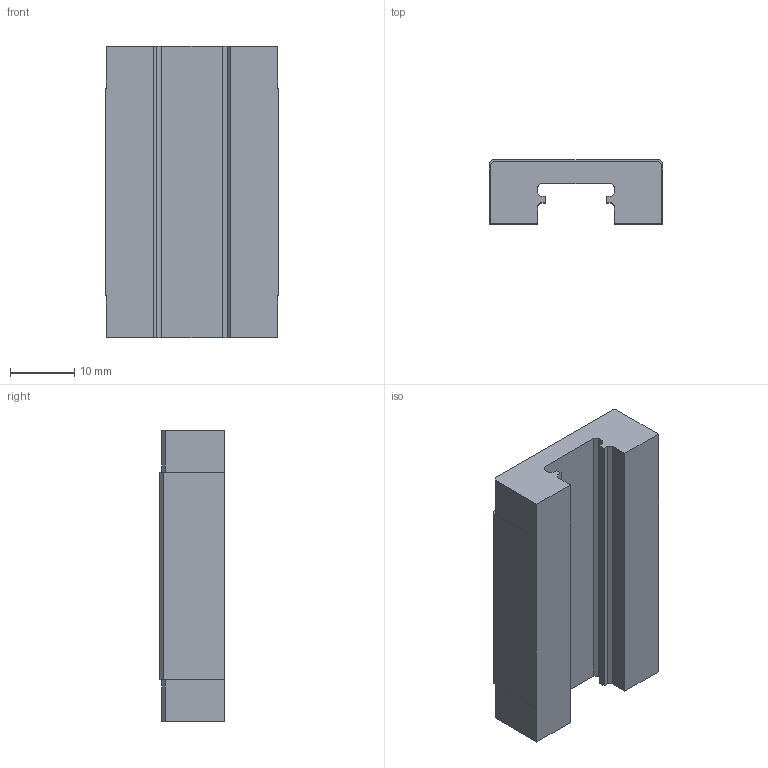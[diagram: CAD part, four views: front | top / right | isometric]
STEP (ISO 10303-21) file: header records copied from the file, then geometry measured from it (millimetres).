
FILE_DESCRIPTION (( 'STEP AP214' ), '1' );
FILE_NAME ('B560 Ðåëüñîâàÿ êàðåòêà MGN 12H.STEP', '2026-01-28T21:54:16', ( '' ), ( '' ), 'SwSTEP 2.0', 'SolidWorks 2026', '' );
FILE_SCHEMA (( 'AUTOMOTIVE_DESIGN' ));
Length unit declared in the file: millimetre
Products named in the file (1): B560 Рельсовая каретка MGN 12H
Bounding box: 27 x 10 x 45.4 mm (x, y, z)
Volume: 8761.7 mm3; surface area: 4539.7 mm2
Topology: 1 solids, 1 shells, 58 faces, 148 edges, 96 vertices
Faces by surface type: plane 42, cone 8, cylinder 8
Entity records: 1755 total; most frequent: CARTESIAN_POINT 303, ORIENTED_EDGE 296, DIRECTION 290, EDGE_CURVE 148, LINE 124, VECTOR 124, VERTEX_POINT 96, AXIS2_PLACEMENT_3D 83
